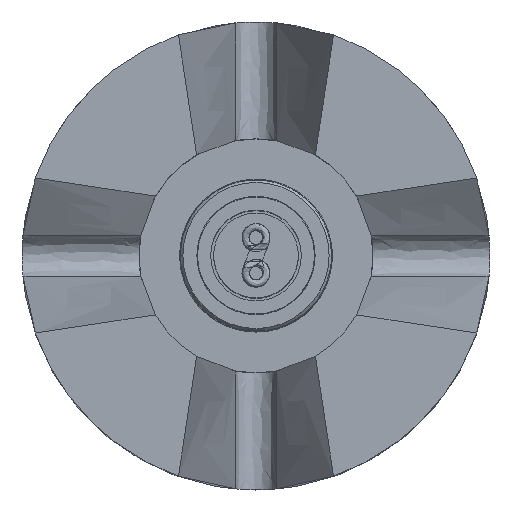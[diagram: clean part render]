
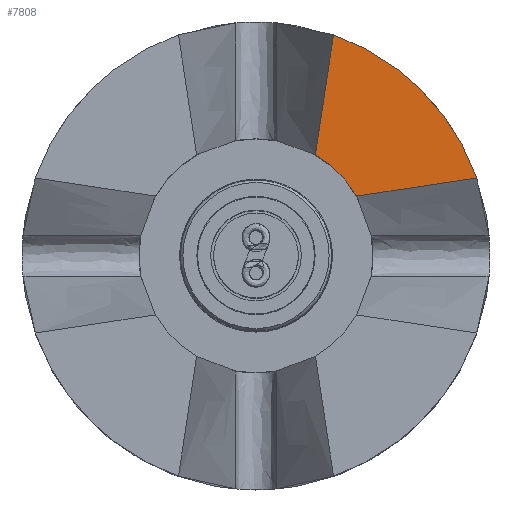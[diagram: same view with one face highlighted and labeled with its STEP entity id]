
A CAD part, top view. The second image highlights one B-rep face of the part: STEP entity #7808.
In plain terms, the highlighted planar face has unit normal (0, 0, 1).
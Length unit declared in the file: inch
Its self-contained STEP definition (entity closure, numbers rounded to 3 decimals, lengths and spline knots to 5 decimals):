
#393 = VERTEX_POINT ( 'NONE', #1546 ) ;
#752 = LINE ( 'NONE', #5303, #6753 ) ;
#786 = AXIS2_PLACEMENT_3D ( 'NONE', #8037, #5464, #1712 ) ;
#1026 = EDGE_CURVE ( 'NONE', #6797, #7660, #752, .T. ) ;
#1085 = EDGE_CURVE ( 'NONE', #3481, #6797, #4886, .T. ) ;
#1546 = CARTESIAN_POINT ( 'NONE',  ( 0.12697, 0.21536, 3.75 ) ) ;
#1600 = FACE_OUTER_BOUND ( 'NONE', #3538, .T. ) ;
#1712 = DIRECTION ( 'NONE',  ( -1., 0., 0. ) ) ;
#1781 = CARTESIAN_POINT ( 'NONE',  ( 0., 0., 3.75 ) ) ;
#1868 = AXIS2_PLACEMENT_3D ( 'NONE', #3745, #3889, #6340 ) ;
#2211 = LINE ( 'NONE', #5421, #3091 ) ;
#2593 = ORIENTED_EDGE ( 'NONE', *, *, #4918, .F. ) ;
#2625 = CARTESIAN_POINT ( 'NONE',  ( 0.16573, 0.47174, 3.75 ) ) ;
#2921 = DIRECTION ( 'NONE',  ( 0.149, 0.989, 0. ) ) ;
#3091 = VECTOR ( 'NONE', #2921, 39.37008 ) ;
#3096 = DIRECTION ( 'NONE',  ( 1., 0., 0. ) ) ;
#3129 = DIRECTION ( 'NONE',  ( 0., 0., -1. ) ) ;
#3257 = AXIS2_PLACEMENT_3D ( 'NONE', #1781, #3129, #3096 ) ;
#3287 = ORIENTED_EDGE ( 'NONE', *, *, #1085, .F. ) ;
#3481 = VERTEX_POINT ( 'NONE', #2625 ) ;
#3538 = EDGE_LOOP ( 'NONE', ( #7150, #3287, #7028, #2593 ) ) ;
#3745 = CARTESIAN_POINT ( 'NONE',  ( 0., 0., 3.75 ) ) ;
#3871 = CARTESIAN_POINT ( 'NONE',  ( 0.21536, 0.12697, 3.75 ) ) ;
#3889 = DIRECTION ( 'NONE',  ( 0., 0., 1. ) ) ;
#4553 = CIRCLE ( 'NONE', #1868, 0.25 ) ;
#4886 = CIRCLE ( 'NONE', #3257, 0.5 ) ;
#4918 = EDGE_CURVE ( 'NONE', #7660, #393, #4553, .T. ) ;
#5208 = DIRECTION ( 'NONE',  ( -0.989, -0.149, 0. ) ) ;
#5303 = CARTESIAN_POINT ( 'NONE',  ( 0.35673, 0.14834, 3.75 ) ) ;
#5421 = CARTESIAN_POINT ( 'NONE',  ( 0.12697, 0.21536, 3.75 ) ) ;
#5464 = DIRECTION ( 'NONE',  ( 0., 0., -1. ) ) ;
#6271 = EDGE_CURVE ( 'NONE', #393, #3481, #2211, .T. ) ;
#6340 = DIRECTION ( 'NONE',  ( -1., 0., 0. ) ) ;
#6383 = CARTESIAN_POINT ( 'NONE',  ( 0.47174, 0.16573, 3.75 ) ) ;
#6753 = VECTOR ( 'NONE', #5208, 39.37008 ) ;
#6763 = PLANE ( 'NONE',  #786 ) ;
#6797 = VERTEX_POINT ( 'NONE', #6383 ) ;
#7028 = ORIENTED_EDGE ( 'NONE', *, *, #6271, .F. ) ;
#7150 = ORIENTED_EDGE ( 'NONE', *, *, #1026, .F. ) ;
#7660 = VERTEX_POINT ( 'NONE', #3871 ) ;
#7808 = ADVANCED_FACE ( 'NONE', ( #1600 ), #6763, .F. ) ;
#8037 = CARTESIAN_POINT ( 'NONE',  ( 0., 0., 3.75 ) ) ;
